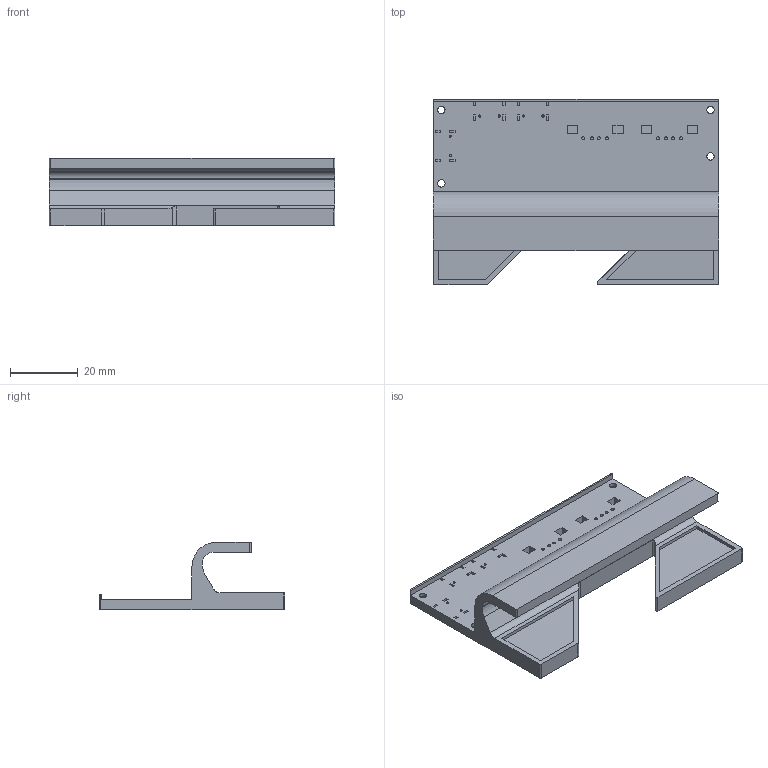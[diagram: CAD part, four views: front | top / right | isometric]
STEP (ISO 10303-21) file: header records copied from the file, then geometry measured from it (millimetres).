
FILE_DESCRIPTION(/* description */ (''),/* implementation_level */ '2;1');
FILE_NAME(/* name */ 'case_bottom.step',/* time_stamp */ '2025-07-25T14:28:18-05:00',/* author */ (''),/* organization */ (''),/* preprocessor_version */ 'ST-DEVELOPER v20.1',/* originating_system */ 'Autodesk Translation Framework v14.10.0.0',/* authorisation */ '');
FILE_SCHEMA (('AUTOMOTIVE_DESIGN { 1 0 10303 214 3 1 1 }'));
Length unit declared in the file: millimetre
Products named in the file (1): 2025-07-25-02-14-13-768
Bounding box: 84.7 x 55 x 20 mm (x, y, z)
Volume: 21704.6 mm3; surface area: 15121 mm2
Topology: 1 solids, 1 shells, 174 faces, 403 edges, 268 vertices
Faces by surface type: plane 135, cylinder 39
Full cylindrical faces by diameter (mm): 0.64 x6, 0.924 x8, 2.175 x4, 4 x4
Entity records: 4963 total; most frequent: CARTESIAN_POINT 868, DIRECTION 827, ORIENTED_EDGE 806, EDGE_CURVE 403, LINE 325, VECTOR 325, VERTEX_POINT 268, AXIS2_PLACEMENT_3D 251
